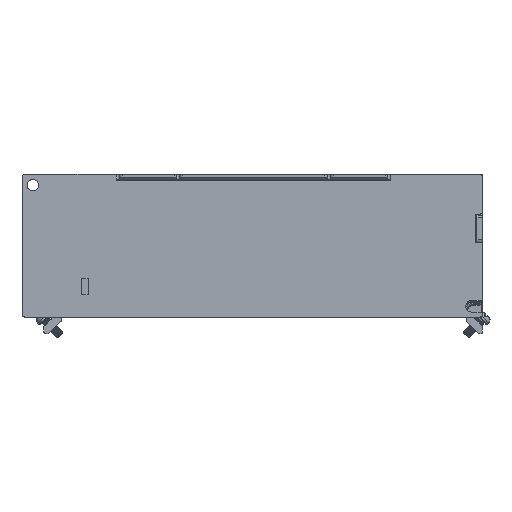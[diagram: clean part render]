
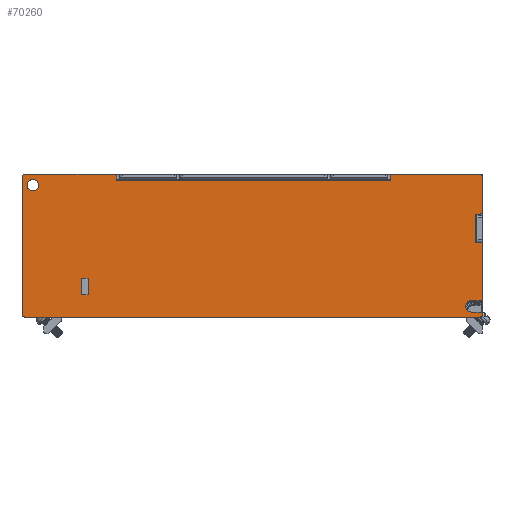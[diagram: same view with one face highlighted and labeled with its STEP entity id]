
A CAD part, front view. The second image highlights one B-rep face of the part: STEP entity #70260.
In plain terms, the highlighted planar face has unit normal (0, -1, 0).
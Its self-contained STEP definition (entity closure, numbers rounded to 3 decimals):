
#4883=DIRECTION('',(-1.,0.,0.));
#4884=VECTOR('',#4883,2.6);
#4885=CARTESIAN_POINT('',(80.,0.,1.05));
#4886=LINE('',#4885,#4884);
#20872=CARTESIAN_POINT('',(-87.,0.,-25.));
#20873=DIRECTION('',(0.,1.,0.));
#20874=DIRECTION('',(0.,0.,-1.));
#20875=AXIS2_PLACEMENT_3D('',#20872,#20873,#20874);
#20877=DIRECTION('',(0.,0.,1.));
#20878=VECTOR('',#20877,50.);
#20879=CARTESIAN_POINT('',(-88.,0.,-25.));
#20880=LINE('',#20879,#20878);
#20881=CARTESIAN_POINT('',(-87.,0.,25.));
#20882=DIRECTION('',(0.,1.,0.));
#20883=DIRECTION('',(-1.,0.,0.));
#20884=AXIS2_PLACEMENT_3D('',#20881,#20882,#20883);
#20886=DIRECTION('',(1.,0.,0.));
#20887=VECTOR('',#20886,33.);
#20888=CARTESIAN_POINT('',(-87.,0.,26.));
#20889=LINE('',#20888,#20887);
#20890=CARTESIAN_POINT('',(-54.,0.,25.5));
#20891=DIRECTION('',(0.,1.,0.));
#20892=DIRECTION('',(0.,0.,1.));
#20893=AXIS2_PLACEMENT_3D('',#20890,#20891,#20892);
#20895=DIRECTION('',(0.,0.,-1.));
#20896=VECTOR('',#20895,1.6);
#20897=CARTESIAN_POINT('',(-53.5,0.,25.5));
#20898=LINE('',#20897,#20896);
#20899=DIRECTION('',(1.,0.,0.));
#20900=VECTOR('',#20899,100.);
#20901=CARTESIAN_POINT('',(-53.5,0.,23.9));
#20902=LINE('',#20901,#20900);
#20903=CARTESIAN_POINT('',(47.,0.,25.5));
#20904=DIRECTION('',(0.,1.,0.));
#20905=DIRECTION('',(-1.,0.,0.));
#20906=AXIS2_PLACEMENT_3D('',#20903,#20904,#20905);
#20908=DIRECTION('',(1.,0.,0.));
#20909=VECTOR('',#20908,32.);
#20910=CARTESIAN_POINT('',(47.,0.,26.));
#20911=LINE('',#20910,#20909);
#20912=CARTESIAN_POINT('',(79.,0.,25.));
#20913=DIRECTION('',(0.,1.,0.));
#20914=DIRECTION('',(0.,0.,1.));
#20915=AXIS2_PLACEMENT_3D('',#20912,#20913,#20914);
#20917=DIRECTION('',(0.,0.,-1.));
#20918=VECTOR('',#20917,12.45);
#20919=CARTESIAN_POINT('',(80.,0.,25.));
#20920=LINE('',#20919,#20918);
#20921=CARTESIAN_POINT('',(79.,0.,12.55));
#20922=DIRECTION('',(0.,1.,0.));
#20923=DIRECTION('',(1.,0.,0.));
#20924=AXIS2_PLACEMENT_3D('',#20921,#20922,#20923);
#20926=DIRECTION('',(-1.,0.,0.));
#20927=VECTOR('',#20926,1.6);
#20928=CARTESIAN_POINT('',(79.,0.,11.55));
#20929=LINE('',#20928,#20927);
#20930=DIRECTION('',(0.,0.,-1.));
#20931=VECTOR('',#20930,10.5);
#20932=CARTESIAN_POINT('',(77.4,0.,11.55));
#20933=LINE('',#20932,#20931);
#20934=DIRECTION('',(0.,0.,-1.));
#20935=VECTOR('',#20934,21.05);
#20936=CARTESIAN_POINT('',(80.,0.,1.05));
#20937=LINE('',#20936,#20935);
#20938=DIRECTION('',(-1.,0.,0.));
#20939=VECTOR('',#20938,4.);
#20940=CARTESIAN_POINT('',(80.,0.,-20.));
#20941=LINE('',#20940,#20939);
#20942=CARTESIAN_POINT('',(76.,0.,-22.1));
#20943=DIRECTION('',(0.,-1.,0.));
#20944=DIRECTION('',(0.,0.,1.));
#20945=AXIS2_PLACEMENT_3D('',#20942,#20943,#20944);
#20947=CARTESIAN_POINT('',(76.,0.,-22.1));
#20948=DIRECTION('',(0.,-1.,0.));
#20949=DIRECTION('',(-1.,0.,0.));
#20950=AXIS2_PLACEMENT_3D('',#20947,#20948,#20949);
#20952=DIRECTION('',(0.,0.,-1.));
#20953=VECTOR('',#20952,0.8);
#20954=CARTESIAN_POINT('',(80.,0.,-24.2));
#20955=LINE('',#20954,#20953);
#20956=CARTESIAN_POINT('',(79.,0.,-25.));
#20957=DIRECTION('',(0.,1.,0.));
#20958=DIRECTION('',(1.,0.,0.));
#20959=AXIS2_PLACEMENT_3D('',#20956,#20957,#20958);
#20961=DIRECTION('',(-1.,0.,0.));
#20962=VECTOR('',#20961,166.);
#20963=CARTESIAN_POINT('',(79.,0.,-26.));
#20964=LINE('',#20963,#20962);
#20965=CARTESIAN_POINT('',(-84.,0.,22.1));
#20966=DIRECTION('',(0.,-1.,0.));
#20967=DIRECTION('',(-1.,0.,0.));
#20968=AXIS2_PLACEMENT_3D('',#20965,#20966,#20967);
#20970=CARTESIAN_POINT('',(-84.,0.,22.1));
#20971=DIRECTION('',(0.,-1.,0.));
#20972=DIRECTION('',(1.,0.,0.));
#20973=AXIS2_PLACEMENT_3D('',#20970,#20971,#20972);
#20975=DIRECTION('',(1.,0.,0.));
#20976=VECTOR('',#20975,2.5);
#20977=CARTESIAN_POINT('',(-66.335,0.,-17.875));
#20978=LINE('',#20977,#20976);
#20979=DIRECTION('',(0.,0.,1.));
#20980=VECTOR('',#20979,6.);
#20981=CARTESIAN_POINT('',(-63.835,0.,-17.875));
#20982=LINE('',#20981,#20980);
#20983=DIRECTION('',(-1.,0.,0.));
#20984=VECTOR('',#20983,2.5);
#20985=CARTESIAN_POINT('',(-63.835,0.,-11.875));
#20986=LINE('',#20985,#20984);
#20987=DIRECTION('',(0.,0.,-1.));
#20988=VECTOR('',#20987,6.);
#20989=CARTESIAN_POINT('',(-66.335,0.,-11.875));
#20990=LINE('',#20989,#20988);
#21019=DIRECTION('',(-1.,0.,0.));
#21020=VECTOR('',#21019,4.);
#21021=CARTESIAN_POINT('',(80.,0.,-24.2));
#21022=LINE('',#21021,#21020);
#21260=DIRECTION('',(0.,0.,-1.));
#21261=VECTOR('',#21260,1.6);
#21262=CARTESIAN_POINT('',(46.5,0.,25.5));
#21263=LINE('',#21262,#21261);
#27273=CARTESIAN_POINT('',(80.,0.,-20.));
#27274=VERTEX_POINT('',#27273);
#27275=CARTESIAN_POINT('',(80.,0.,1.05));
#27276=VERTEX_POINT('',#27275);
#27311=CARTESIAN_POINT('',(77.4,0.,1.05));
#27312=VERTEX_POINT('',#27311);
#28038=CARTESIAN_POINT('',(77.4,0.,11.55));
#28039=VERTEX_POINT('',#28038);
#28042=CARTESIAN_POINT('',(-87.,0.,-26.));
#28043=CARTESIAN_POINT('',(-88.,0.,-25.));
#28044=VERTEX_POINT('',#28042);
#28045=VERTEX_POINT('',#28043);
#28046=CARTESIAN_POINT('',(-88.,0.,25.));
#28047=VERTEX_POINT('',#28046);
#28048=CARTESIAN_POINT('',(-87.,0.,26.));
#28049=VERTEX_POINT('',#28048);
#28050=CARTESIAN_POINT('',(-54.,0.,26.));
#28051=VERTEX_POINT('',#28050);
#28052=CARTESIAN_POINT('',(-53.5,0.,25.5));
#28053=VERTEX_POINT('',#28052);
#28054=CARTESIAN_POINT('',(-53.5,0.,23.9));
#28055=VERTEX_POINT('',#28054);
#28056=CARTESIAN_POINT('',(46.5,0.,23.9));
#28057=VERTEX_POINT('',#28056);
#28058=CARTESIAN_POINT('',(46.5,0.,25.5));
#28059=VERTEX_POINT('',#28058);
#28060=CARTESIAN_POINT('',(47.,0.,26.));
#28061=VERTEX_POINT('',#28060);
#28062=CARTESIAN_POINT('',(79.,0.,26.));
#28063=VERTEX_POINT('',#28062);
#28064=CARTESIAN_POINT('',(80.,0.,25.));
#28065=VERTEX_POINT('',#28064);
#28066=CARTESIAN_POINT('',(80.,0.,12.55));
#28067=VERTEX_POINT('',#28066);
#28068=CARTESIAN_POINT('',(79.,0.,11.55));
#28069=VERTEX_POINT('',#28068);
#28070=CARTESIAN_POINT('',(76.,0.,-20.));
#28071=VERTEX_POINT('',#28070);
#28072=CARTESIAN_POINT('',(73.9,0.,-22.1));
#28073=VERTEX_POINT('',#28072);
#28074=CARTESIAN_POINT('',(76.,0.,-24.2));
#28075=VERTEX_POINT('',#28074);
#28076=CARTESIAN_POINT('',(80.,0.,-24.2));
#28077=VERTEX_POINT('',#28076);
#28078=CARTESIAN_POINT('',(80.,0.,-25.));
#28079=VERTEX_POINT('',#28078);
#28080=CARTESIAN_POINT('',(79.,0.,-26.));
#28081=VERTEX_POINT('',#28080);
#28082=CARTESIAN_POINT('',(-86.1,0.,22.1));
#28083=CARTESIAN_POINT('',(-81.9,0.,22.1));
#28084=VERTEX_POINT('',#28082);
#28085=VERTEX_POINT('',#28083);
#28086=CARTESIAN_POINT('',(-66.335,0.,-17.875));
#28087=CARTESIAN_POINT('',(-63.835,0.,-17.875));
#28088=VERTEX_POINT('',#28086);
#28089=VERTEX_POINT('',#28087);
#28090=CARTESIAN_POINT('',(-63.835,0.,-11.875));
#28091=VERTEX_POINT('',#28090);
#28092=CARTESIAN_POINT('',(-66.335,0.,-11.875));
#28093=VERTEX_POINT('',#28092);
#70193=CARTESIAN_POINT('',(0.,0.,0.));
#70194=DIRECTION('',(0.,1.,0.));
#70195=DIRECTION('',(1.,0.,0.));
#70196=AXIS2_PLACEMENT_3D('',#70193,#70194,#70195);
#70197=PLANE('',#70196);
#70199=ORIENTED_EDGE('',*,*,#70198,.T.);
#70201=ORIENTED_EDGE('',*,*,#70200,.T.);
#70203=ORIENTED_EDGE('',*,*,#70202,.T.);
#70205=ORIENTED_EDGE('',*,*,#70204,.T.);
#70207=ORIENTED_EDGE('',*,*,#70206,.T.);
#70209=ORIENTED_EDGE('',*,*,#70208,.T.);
#70211=ORIENTED_EDGE('',*,*,#70210,.T.);
#70213=ORIENTED_EDGE('',*,*,#70212,.F.);
#70215=ORIENTED_EDGE('',*,*,#70214,.T.);
#70217=ORIENTED_EDGE('',*,*,#70216,.T.);
#70219=ORIENTED_EDGE('',*,*,#70218,.T.);
#70221=ORIENTED_EDGE('',*,*,#70220,.T.);
#70223=ORIENTED_EDGE('',*,*,#70222,.T.);
#70225=ORIENTED_EDGE('',*,*,#70224,.T.);
#70226=ORIENTED_EDGE('',*,*,#42476,.T.);
#70227=ORIENTED_EDGE('',*,*,#42498,.F.);
#70228=ORIENTED_EDGE('',*,*,#64150,.T.);
#70229=ORIENTED_EDGE('',*,*,#70184,.T.);
#70231=ORIENTED_EDGE('',*,*,#70230,.T.);
#70233=ORIENTED_EDGE('',*,*,#70232,.T.);
#70235=ORIENTED_EDGE('',*,*,#70234,.F.);
#70237=ORIENTED_EDGE('',*,*,#70236,.T.);
#70239=ORIENTED_EDGE('',*,*,#70238,.T.);
#70241=ORIENTED_EDGE('',*,*,#70240,.T.);
#70242=EDGE_LOOP('',(#70199,#70201,#70203,#70205,#70207,#70209,#70211,#70213,
#70215,#70217,#70219,#70221,#70223,#70225,#70226,#70227,#70228,#70229,#70231,
#70233,#70235,#70237,#70239,#70241));
#70243=FACE_OUTER_BOUND('',#70242,.F.);
#70245=ORIENTED_EDGE('',*,*,#70244,.T.);
#70247=ORIENTED_EDGE('',*,*,#70246,.T.);
#70248=EDGE_LOOP('',(#70245,#70247));
#70249=FACE_BOUND('',#70248,.F.);
#70251=ORIENTED_EDGE('',*,*,#70250,.T.);
#70253=ORIENTED_EDGE('',*,*,#70252,.T.);
#70255=ORIENTED_EDGE('',*,*,#70254,.T.);
#70257=ORIENTED_EDGE('',*,*,#70256,.T.);
#70258=EDGE_LOOP('',(#70251,#70253,#70255,#70257));
#70259=FACE_BOUND('',#70258,.F.);
#20876=CIRCLE('',#20875,1.);
#20885=CIRCLE('',#20884,1.);
#20894=CIRCLE('',#20893,0.5);
#20907=CIRCLE('',#20906,0.5);
#20916=CIRCLE('',#20915,1.);
#20925=CIRCLE('',#20924,1.);
#20946=CIRCLE('',#20945,2.1);
#20951=CIRCLE('',#20950,2.1);
#20960=CIRCLE('',#20959,1.);
#20969=CIRCLE('',#20968,2.1);
#20974=CIRCLE('',#20973,2.1);
#42476=EDGE_CURVE('',#28039,#27312,#20933,.T.);
#42498=EDGE_CURVE('',#27276,#27312,#4886,.T.);
#64150=EDGE_CURVE('',#27276,#27274,#20937,.T.);
#70184=EDGE_CURVE('',#27274,#28071,#20941,.T.);
#70198=EDGE_CURVE('',#28044,#28045,#20876,.T.);
#70200=EDGE_CURVE('',#28045,#28047,#20880,.T.);
#70202=EDGE_CURVE('',#28047,#28049,#20885,.T.);
#70204=EDGE_CURVE('',#28049,#28051,#20889,.T.);
#70206=EDGE_CURVE('',#28051,#28053,#20894,.T.);
#70208=EDGE_CURVE('',#28053,#28055,#20898,.T.);
#70210=EDGE_CURVE('',#28055,#28057,#20902,.T.);
#70212=EDGE_CURVE('',#28059,#28057,#21263,.T.);
#70214=EDGE_CURVE('',#28059,#28061,#20907,.T.);
#70216=EDGE_CURVE('',#28061,#28063,#20911,.T.);
#70218=EDGE_CURVE('',#28063,#28065,#20916,.T.);
#70220=EDGE_CURVE('',#28065,#28067,#20920,.T.);
#70222=EDGE_CURVE('',#28067,#28069,#20925,.T.);
#70224=EDGE_CURVE('',#28069,#28039,#20929,.T.);
#70230=EDGE_CURVE('',#28071,#28073,#20946,.T.);
#70232=EDGE_CURVE('',#28073,#28075,#20951,.T.);
#70234=EDGE_CURVE('',#28077,#28075,#21022,.T.);
#70236=EDGE_CURVE('',#28077,#28079,#20955,.T.);
#70238=EDGE_CURVE('',#28079,#28081,#20960,.T.);
#70240=EDGE_CURVE('',#28081,#28044,#20964,.T.);
#70244=EDGE_CURVE('',#28084,#28085,#20969,.T.);
#70246=EDGE_CURVE('',#28085,#28084,#20974,.T.);
#70250=EDGE_CURVE('',#28088,#28089,#20978,.T.);
#70252=EDGE_CURVE('',#28089,#28091,#20982,.T.);
#70254=EDGE_CURVE('',#28091,#28093,#20986,.T.);
#70256=EDGE_CURVE('',#28093,#28088,#20990,.T.);
#70260=ADVANCED_FACE('',(#70243,#70249,#70259),#70197,.F.);
